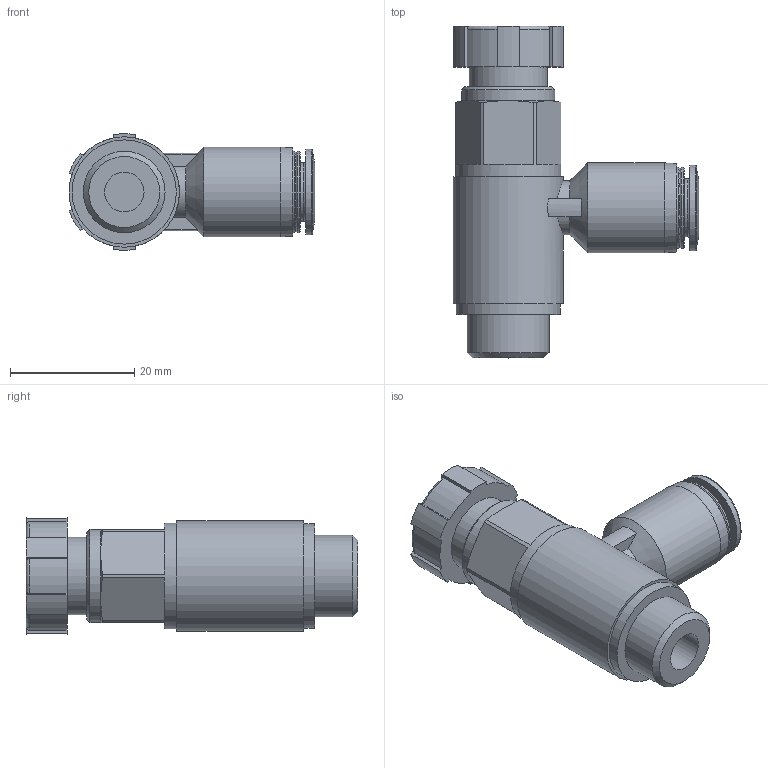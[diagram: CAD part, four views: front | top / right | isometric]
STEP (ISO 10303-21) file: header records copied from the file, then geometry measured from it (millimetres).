
FILE_DESCRIPTION(/* description */ ('STEP AP214'),/* implementation_level */ '2;1');
FILE_NAME(/* name */ '540662_GRLSA-1_4-QS-8',/* time_stamp */ '2024-08-28T21:52:59+02:00',/* author */ ('License CC BY-ND 4.0'),/* organization */ ('CADENAS'),/* preprocessor_version */ 'ST-DEVELOPER v19.3',/* originating_system */ 'PARTsolutions',/* authorisation */ ' ');
FILE_SCHEMA (('AUTOMOTIVE_DESIGN {1 0 10303 214 3 1 1}'));
Length unit declared in the file: millimetre
Products named in the file (1): 540662 GRLSA-1/4-QS-8---(0)
Bounding box: 39.65 x 53.5 x 18.76 mm (x, y, z)
Volume: 12664 mm3; surface area: 5993.4 mm2
Topology: 1 solids, 1 shells, 187 faces, 491 edges, 320 vertices
Faces by surface type: plane 125, cylinder 36, cone 17, torus 9
Full cylindrical faces by diameter (mm): 3.556 x1, 6.377 x1, 8 x1, 9 x1, 9.4 x1, 12.533 x1, 13.1 x2, 13.157 x1, 13.8 x1, 14.5 x1, 15 x1, 16.8 x1, 17 x1, 17.8 x1
Entity records: 6989 total; most frequent: CARTESIAN_POINT 1196, ORIENTED_EDGE 916, DIRECTION 902, EDGE_CURVE 458, AXIS2_PLACEMENT_3D 330, VERTEX_POINT 316, LINE 242, VECTOR 242
